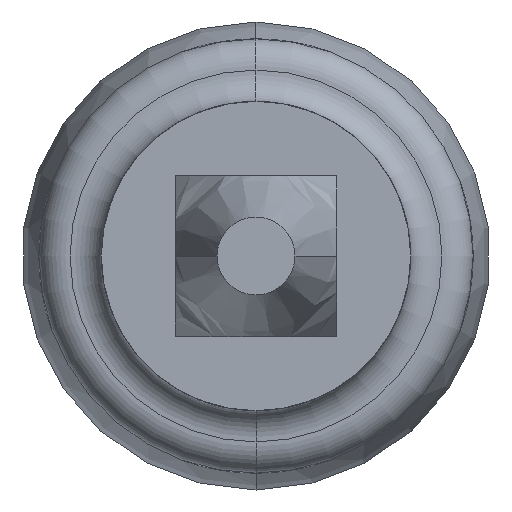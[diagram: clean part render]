
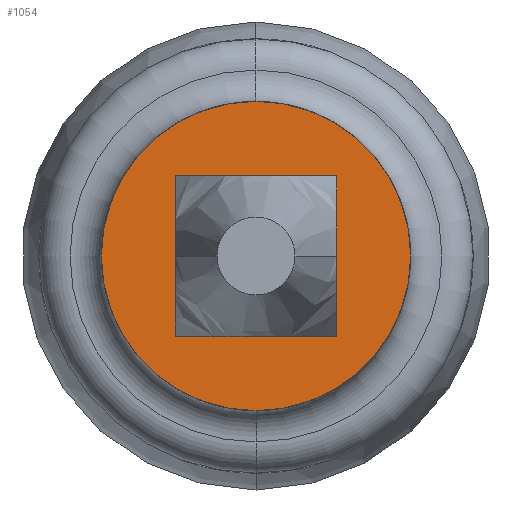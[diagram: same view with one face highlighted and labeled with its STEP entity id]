
A CAD part, front view. The second image highlights one B-rep face of the part: STEP entity #1054.
In plain terms, the highlighted planar face has unit normal (0, -1, 0).
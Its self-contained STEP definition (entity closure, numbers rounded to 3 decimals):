
#24 = AXIS2_PLACEMENT_3D ( 'NONE', #3979, #1067, #5888 ) ;
#164 = DIRECTION ( 'NONE',  ( 0., 0., 1. ) ) ;
#288 = CARTESIAN_POINT ( 'NONE',  ( -0.31, -30., -0.31 ) ) ;
#405 = FACE_BOUND ( 'NONE', #3464, .T. ) ;
#437 = VERTEX_POINT ( 'NONE', #1511 ) ;
#575 = DIRECTION ( 'NONE',  ( 0., 1., 0. ) ) ;
#601 = CARTESIAN_POINT ( 'NONE',  ( 0.595, -30., 0. ) ) ;
#664 = AXIS2_PLACEMENT_3D ( 'NONE', #5029, #4977, #3100 ) ;
#723 = CIRCLE ( 'NONE', #24, 0.595 ) ;
#768 = CARTESIAN_POINT ( 'NONE',  ( -0.31, -30., -0.31 ) ) ;
#787 = DIRECTION ( 'NONE',  ( -1., 0., 0. ) ) ;
#938 = AXIS2_PLACEMENT_3D ( 'NONE', #601, #575, #164 ) ;
#1040 = EDGE_CURVE ( 'Defeature ausgef�hrt3_8+Defeature ausgef�hrt3_6+Defeature ausgef�hrt3_6+Defeature ausgef�hrt3_6', #437, #4130, #723, .T. ) ;
#1054 = ADVANCED_FACE ( 'Defeature ausgef�hrt3_6', ( #1691, #405 ), #2997, .F. ) ;
#1067 = DIRECTION ( 'NONE',  ( 0., 1., 0. ) ) ;
#1231 = CARTESIAN_POINT ( 'NONE',  ( -0.31, -30., 0.31 ) ) ;
#1379 = CIRCLE ( 'NONE', #664, 0.595 ) ;
#1453 = LINE ( 'NONE', #768, #5517 ) ;
#1462 = LINE ( 'NONE', #1231, #3260 ) ;
#1511 = CARTESIAN_POINT ( 'NONE',  ( 0., -30., -0.595 ) ) ;
#1546 = VERTEX_POINT ( 'NONE', #2500 ) ;
#1550 = EDGE_LOOP ( 'NONE', ( #2238, #5021 ) ) ;
#1554 = VERTEX_POINT ( 'NONE', #5868 ) ;
#1691 = FACE_OUTER_BOUND ( 'NONE', #1550, .T. ) ;
#1723 = CARTESIAN_POINT ( 'NONE',  ( 0.31, -30., -0.31 ) ) ;
#1912 = ORIENTED_EDGE ( 'NONE', *, *, #4806, .T. ) ;
#2005 = VERTEX_POINT ( 'NONE', #4146 ) ;
#2088 = VERTEX_POINT ( 'NONE', #3097 ) ;
#2203 = DIRECTION ( 'NONE',  ( 0., 0., -1. ) ) ;
#2238 = ORIENTED_EDGE ( 'NONE', *, *, #4633, .F. ) ;
#2445 = LINE ( 'NONE', #1723, #4165 ) ;
#2500 = CARTESIAN_POINT ( 'NONE',  ( 0.31, -30., -0.31 ) ) ;
#2552 = EDGE_CURVE ( 'Defeature ausgef�hrt3_6+Defeature ausgef�hrt3_1+Defeature ausgef�hrt3_0+Defeature ausgef�hrt3_2', #1554, #2005, #1462, .T. ) ;
#2997 = PLANE ( 'NONE',  #938 ) ;
#3097 = CARTESIAN_POINT ( 'NONE',  ( -0.31, -30., -0.31 ) ) ;
#3100 = DIRECTION ( 'NONE',  ( 0., 0., 1. ) ) ;
#3260 = VECTOR ( 'NONE', #5558, 1000. ) ;
#3390 = ORIENTED_EDGE ( 'NONE', *, *, #2552, .T. ) ;
#3464 = EDGE_LOOP ( 'NONE', ( #1912, #6208, #3390, #4463 ) ) ;
#3629 = CARTESIAN_POINT ( 'NONE',  ( 0., -30., 0.595 ) ) ;
#3691 = VECTOR ( 'NONE', #787, 1000. ) ;
#3979 = CARTESIAN_POINT ( 'NONE',  ( 0., -30., 0. ) ) ;
#4083 = EDGE_CURVE ( 'Defeature ausgef�hrt3_6+Defeature ausgef�hrt3_2+Defeature ausgef�hrt3_1+Defeature ausgef�hrt3_3', #2005, #1546, #2445, .T. ) ;
#4095 = DIRECTION ( 'NONE',  ( 0., 0., 1. ) ) ;
#4130 = VERTEX_POINT ( 'NONE', #3629 ) ;
#4146 = CARTESIAN_POINT ( 'NONE',  ( 0.31, -30., 0.31 ) ) ;
#4165 = VECTOR ( 'NONE', #2203, 1000. ) ;
#4463 = ORIENTED_EDGE ( 'NONE', *, *, #4083, .T. ) ;
#4633 = EDGE_CURVE ( 'Defeature ausgef�hrt3_8+Defeature ausgef�hrt3_6+Defeature ausgef�hrt3_6+Defeature ausgef�hrt3_6', #4130, #437, #1379, .T. ) ;
#4737 = EDGE_CURVE ( 'Defeature ausgef�hrt3_6+Defeature ausgef�hrt3_0+Defeature ausgef�hrt3_3+Defeature ausgef�hrt3_1', #2088, #1554, #1453, .T. ) ;
#4806 = EDGE_CURVE ( 'Defeature ausgef�hrt3_6+Defeature ausgef�hrt3_3+Defeature ausgef�hrt3_2+Defeature ausgef�hrt3_0', #1546, #2088, #5111, .T. ) ;
#4977 = DIRECTION ( 'NONE',  ( 0., 1., 0. ) ) ;
#5021 = ORIENTED_EDGE ( 'NONE', *, *, #1040, .F. ) ;
#5029 = CARTESIAN_POINT ( 'NONE',  ( 0., -30., 0. ) ) ;
#5111 = LINE ( 'NONE', #288, #3691 ) ;
#5517 = VECTOR ( 'NONE', #4095, 1000. ) ;
#5558 = DIRECTION ( 'NONE',  ( 1., 0., 0. ) ) ;
#5868 = CARTESIAN_POINT ( 'NONE',  ( -0.31, -30., 0.31 ) ) ;
#5888 = DIRECTION ( 'NONE',  ( 0., 0., 1. ) ) ;
#6208 = ORIENTED_EDGE ( 'NONE', *, *, #4737, .T. ) ;
